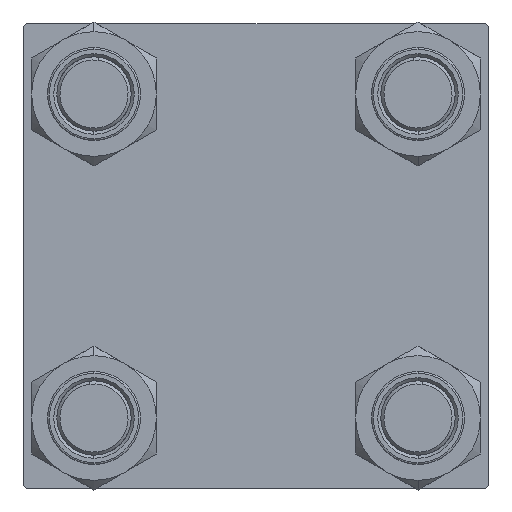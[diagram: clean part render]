
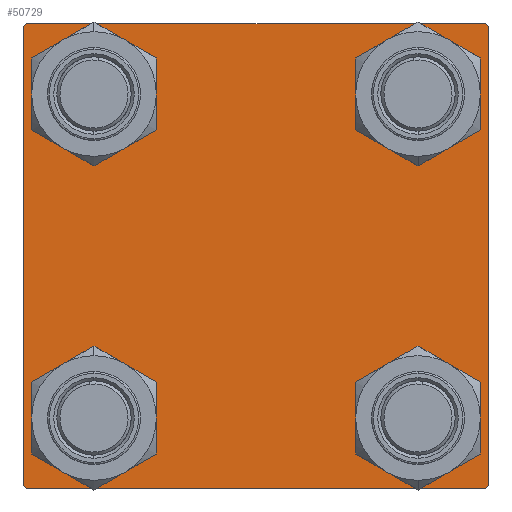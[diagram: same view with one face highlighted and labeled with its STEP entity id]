
A CAD part, left-side view. The second image highlights one B-rep face of the part: STEP entity #50729.
In plain terms, the highlighted planar face has unit normal (-1, 0, 0).
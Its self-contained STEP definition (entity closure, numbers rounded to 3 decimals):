
#118 = ORIENTED_EDGE ( 'NONE', *, *, #35591, .T. ) ;
#225 = AXIS2_PLACEMENT_3D ( 'NONE', #39223, #16398, #44211 ) ;
#506 = CARTESIAN_POINT ( 'NONE',  ( 0., 37., 37.5 ) ) ;
#1079 = VERTEX_POINT ( 'NONE', #20149 ) ;
#1323 = ORIENTED_EDGE ( 'NONE', *, *, #31289, .T. ) ;
#1357 = EDGE_LOOP ( 'NONE', ( #28681, #29154 ) ) ;
#1440 = FACE_BOUND ( 'NONE', #19457, .T. ) ;
#1697 = FACE_OUTER_BOUND ( 'NONE', #17750, .T. ) ;
#2333 = CIRCLE ( 'NONE', #9877, 6.5 ) ;
#3701 = AXIS2_PLACEMENT_3D ( 'NONE', #45477, #9536, #25549 ) ;
#4021 = VERTEX_POINT ( 'NONE', #8683 ) ;
#4228 = LINE ( 'NONE', #36489, #12212 ) ;
#4302 = CARTESIAN_POINT ( 'NONE',  ( 0., 37.5, -37.5 ) ) ;
#4312 = CARTESIAN_POINT ( 'NONE',  ( 0., -37.5, -37. ) ) ;
#4813 = LINE ( 'NONE', #4302, #34476 ) ;
#4999 = DIRECTION ( 'NONE',  ( 0., 0.707, 0.707 ) ) ;
#5571 = EDGE_CURVE ( 'NONE', #14417, #4021, #6314, .T. ) ;
#5587 = ORIENTED_EDGE ( 'NONE', *, *, #37621, .T. ) ;
#5991 = LINE ( 'NONE', #42179, #22351 ) ;
#6229 = DIRECTION ( 'NONE',  ( 1., 0., 0. ) ) ;
#6314 = CIRCLE ( 'NONE', #33149, 6.5 ) ;
#6383 = DIRECTION ( 'NONE',  ( 0., -1., 0. ) ) ;
#6631 = CARTESIAN_POINT ( 'NONE',  ( 0., 26.15, 26.15 ) ) ;
#6855 = AXIS2_PLACEMENT_3D ( 'NONE', #6631, #22644, #43086 ) ;
#7708 = VERTEX_POINT ( 'NONE', #9670 ) ;
#8534 = EDGE_CURVE ( 'NONE', #39214, #7708, #5991, .T. ) ;
#8600 = ORIENTED_EDGE ( 'NONE', *, *, #37210, .T. ) ;
#8651 = CIRCLE ( 'NONE', #31311, 6.5 ) ;
#8683 = CARTESIAN_POINT ( 'NONE',  ( 0., -26.15, 19.65 ) ) ;
#8767 = CIRCLE ( 'NONE', #3701, 6.5 ) ;
#8856 = CARTESIAN_POINT ( 'NONE',  ( 0., -26.15, -26.15 ) ) ;
#9536 = DIRECTION ( 'NONE',  ( 1., 0., 0. ) ) ;
#9670 = CARTESIAN_POINT ( 'NONE',  ( 0., 37.5, -37. ) ) ;
#9688 = DIRECTION ( 'NONE',  ( 1., 0., 0. ) ) ;
#9877 = AXIS2_PLACEMENT_3D ( 'NONE', #17303, #9688, #45627 ) ;
#10581 = CARTESIAN_POINT ( 'NONE',  ( 0., -37.25, -37.25 ) ) ;
#11366 = CARTESIAN_POINT ( 'NONE',  ( 0., 37.5, 37.5 ) ) ;
#12212 = VECTOR ( 'NONE', #4999, 1000. ) ;
#12663 = VECTOR ( 'NONE', #42029, 1000. ) ;
#13263 = FACE_BOUND ( 'NONE', #17972, .T. ) ;
#13415 = CARTESIAN_POINT ( 'NONE',  ( 0., 37.25, -37.25 ) ) ;
#13715 = CARTESIAN_POINT ( 'NONE',  ( 0., -37.5, 37.5 ) ) ;
#14055 = LINE ( 'NONE', #25608, #25475 ) ;
#14263 = LINE ( 'NONE', #10581, #50550 ) ;
#14417 = VERTEX_POINT ( 'NONE', #15652 ) ;
#14785 = CIRCLE ( 'NONE', #20659, 6.5 ) ;
#14920 = EDGE_CURVE ( 'NONE', #22197, #15873, #2333, .T. ) ;
#15298 = ORIENTED_EDGE ( 'NONE', *, *, #27318, .T. ) ;
#15549 = ORIENTED_EDGE ( 'NONE', *, *, #44671, .T. ) ;
#15652 = CARTESIAN_POINT ( 'NONE',  ( 0., -26.15, 32.65 ) ) ;
#15873 = VERTEX_POINT ( 'NONE', #28022 ) ;
#16276 = VERTEX_POINT ( 'NONE', #47649 ) ;
#16398 = DIRECTION ( 'NONE',  ( 1., 0., 0. ) ) ;
#16733 = EDGE_LOOP ( 'NONE', ( #15549, #47564 ) ) ;
#16739 = CARTESIAN_POINT ( 'NONE',  ( 0., -37.5, 37. ) ) ;
#17303 = CARTESIAN_POINT ( 'NONE',  ( 0., -26.15, -26.15 ) ) ;
#17523 = AXIS2_PLACEMENT_3D ( 'NONE', #17718, #40535, #21385 ) ;
#17572 = VERTEX_POINT ( 'NONE', #50759 ) ;
#17718 = CARTESIAN_POINT ( 'NONE',  ( 0., 0., 0. ) ) ;
#17750 = EDGE_LOOP ( 'NONE', ( #21169, #8600, #15298, #1323, #29540, #24727, #27005, #22543 ) ) ;
#17972 = EDGE_LOOP ( 'NONE', ( #39629, #32765 ) ) ;
#18208 = LINE ( 'NONE', #11366, #49120 ) ;
#18545 = CARTESIAN_POINT ( 'NONE',  ( 0., 37.5, 37. ) ) ;
#19029 = CARTESIAN_POINT ( 'NONE',  ( 0., -26.15, 26.15 ) ) ;
#19457 = EDGE_LOOP ( 'NONE', ( #118, #5587 ) ) ;
#20149 = CARTESIAN_POINT ( 'NONE',  ( 0., 37., -37.5 ) ) ;
#20203 = VERTEX_POINT ( 'NONE', #16739 ) ;
#20659 = AXIS2_PLACEMENT_3D ( 'NONE', #35046, #45828, #42133 ) ;
#21100 = CIRCLE ( 'NONE', #6855, 6.5 ) ;
#21169 = ORIENTED_EDGE ( 'NONE', *, *, #8534, .T. ) ;
#21385 = DIRECTION ( 'NONE',  ( 0., 0., 1. ) ) ;
#21649 = FACE_BOUND ( 'NONE', #16733, .T. ) ;
#22197 = VERTEX_POINT ( 'NONE', #44644 ) ;
#22351 = VECTOR ( 'NONE', #49828, 1000. ) ;
#22543 = ORIENTED_EDGE ( 'NONE', *, *, #37902, .T. ) ;
#22644 = DIRECTION ( 'NONE',  ( 1., 0., 0. ) ) ;
#23219 = DIRECTION ( 'NONE',  ( 1., 0., 0. ) ) ;
#24727 = ORIENTED_EDGE ( 'NONE', *, *, #42419, .T. ) ;
#24871 = DIRECTION ( 'NONE',  ( 0., 0., 1. ) ) ;
#25475 = VECTOR ( 'NONE', #34767, 1000. ) ;
#25549 = DIRECTION ( 'NONE',  ( 0., 0., 1. ) ) ;
#25608 = CARTESIAN_POINT ( 'NONE',  ( 0., 37.25, 37.25 ) ) ;
#25644 = CARTESIAN_POINT ( 'NONE',  ( 0., 26.15, -32.65 ) ) ;
#26454 = EDGE_CURVE ( 'NONE', #20203, #31219, #49421, .T. ) ;
#26535 = CARTESIAN_POINT ( 'NONE',  ( 0., 26.15, -19.65 ) ) ;
#27005 = ORIENTED_EDGE ( 'NONE', *, *, #43106, .F. ) ;
#27318 = EDGE_CURVE ( 'NONE', #1079, #38691, #4813, .T. ) ;
#28022 = CARTESIAN_POINT ( 'NONE',  ( 0., -26.15, -19.65 ) ) ;
#28044 = EDGE_CURVE ( 'NONE', #41175, #16276, #21100, .T. ) ;
#28562 = VERTEX_POINT ( 'NONE', #506 ) ;
#28681 = ORIENTED_EDGE ( 'NONE', *, *, #33211, .T. ) ;
#28925 = VECTOR ( 'NONE', #30701, 1000. ) ;
#29007 = FACE_BOUND ( 'NONE', #1357, .T. ) ;
#29154 = ORIENTED_EDGE ( 'NONE', *, *, #14920, .T. ) ;
#29487 = DIRECTION ( 'NONE',  ( 0., -0.707, 0.707 ) ) ;
#29540 = ORIENTED_EDGE ( 'NONE', *, *, #26454, .F. ) ;
#30175 = EDGE_CURVE ( 'NONE', #4021, #14417, #51322, .T. ) ;
#30546 = DIRECTION ( 'NONE',  ( 1., 0., 0. ) ) ;
#30701 = DIRECTION ( 'NONE',  ( 0., -0.707, -0.707 ) ) ;
#31219 = VERTEX_POINT ( 'NONE', #4312 ) ;
#31289 = EDGE_CURVE ( 'NONE', #38691, #31219, #14263, .T. ) ;
#31311 = AXIS2_PLACEMENT_3D ( 'NONE', #8856, #30546, #24871 ) ;
#32445 = VERTEX_POINT ( 'NONE', #26535 ) ;
#32765 = ORIENTED_EDGE ( 'NONE', *, *, #30175, .T. ) ;
#33149 = AXIS2_PLACEMENT_3D ( 'NONE', #19029, #23219, #39206 ) ;
#33211 = EDGE_CURVE ( 'NONE', #15873, #22197, #8651, .T. ) ;
#33353 = LINE ( 'NONE', #13415, #28925 ) ;
#34060 = CARTESIAN_POINT ( 'NONE',  ( 0., 26.15, -26.15 ) ) ;
#34476 = VECTOR ( 'NONE', #44183, 1000. ) ;
#34767 = DIRECTION ( 'NONE',  ( 0., 0.707, -0.707 ) ) ;
#35046 = CARTESIAN_POINT ( 'NONE',  ( 0., 26.15, 26.15 ) ) ;
#35591 = EDGE_CURVE ( 'NONE', #32445, #41850, #8767, .T. ) ;
#35609 = AXIS2_PLACEMENT_3D ( 'NONE', #34060, #6229, #50329 ) ;
#36489 = CARTESIAN_POINT ( 'NONE',  ( 0., -37.25, 37.25 ) ) ;
#37210 = EDGE_CURVE ( 'NONE', #7708, #1079, #33353, .T. ) ;
#37621 = EDGE_CURVE ( 'NONE', #41850, #32445, #51430, .T. ) ;
#37902 = EDGE_CURVE ( 'NONE', #28562, #39214, #14055, .T. ) ;
#38074 = CARTESIAN_POINT ( 'NONE',  ( 0., -37., -37.5 ) ) ;
#38691 = VERTEX_POINT ( 'NONE', #38074 ) ;
#39206 = DIRECTION ( 'NONE',  ( 0., 0., 1. ) ) ;
#39214 = VERTEX_POINT ( 'NONE', #18545 ) ;
#39223 = CARTESIAN_POINT ( 'NONE',  ( 0., -26.15, 26.15 ) ) ;
#39629 = ORIENTED_EDGE ( 'NONE', *, *, #5571, .T. ) ;
#40535 = DIRECTION ( 'NONE',  ( -1., 0., 0. ) ) ;
#40798 = PLANE ( 'NONE',  #17523 ) ;
#41175 = VERTEX_POINT ( 'NONE', #49656 ) ;
#41850 = VERTEX_POINT ( 'NONE', #25644 ) ;
#42029 = DIRECTION ( 'NONE',  ( 0., 0., -1. ) ) ;
#42133 = DIRECTION ( 'NONE',  ( 0., 0., 1. ) ) ;
#42179 = CARTESIAN_POINT ( 'NONE',  ( 0., 37.5, 37.5 ) ) ;
#42419 = EDGE_CURVE ( 'NONE', #20203, #17572, #4228, .T. ) ;
#43086 = DIRECTION ( 'NONE',  ( 0., 0., 1. ) ) ;
#43106 = EDGE_CURVE ( 'NONE', #28562, #17572, #18208, .T. ) ;
#44183 = DIRECTION ( 'NONE',  ( 0., -1., 0. ) ) ;
#44211 = DIRECTION ( 'NONE',  ( 0., 0., 1. ) ) ;
#44644 = CARTESIAN_POINT ( 'NONE',  ( 0., -26.15, -32.65 ) ) ;
#44671 = EDGE_CURVE ( 'NONE', #16276, #41175, #14785, .T. ) ;
#45477 = CARTESIAN_POINT ( 'NONE',  ( 0., 26.15, -26.15 ) ) ;
#45627 = DIRECTION ( 'NONE',  ( 0., 0., 1. ) ) ;
#45828 = DIRECTION ( 'NONE',  ( 1., 0., 0. ) ) ;
#47564 = ORIENTED_EDGE ( 'NONE', *, *, #28044, .T. ) ;
#47649 = CARTESIAN_POINT ( 'NONE',  ( 0., 26.15, 32.65 ) ) ;
#49120 = VECTOR ( 'NONE', #6383, 1000. ) ;
#49421 = LINE ( 'NONE', #13715, #12663 ) ;
#49656 = CARTESIAN_POINT ( 'NONE',  ( 0., 26.15, 19.65 ) ) ;
#49828 = DIRECTION ( 'NONE',  ( 0., 0., -1. ) ) ;
#50329 = DIRECTION ( 'NONE',  ( 0., 0., 1. ) ) ;
#50550 = VECTOR ( 'NONE', #29487, 1000. ) ;
#50729 = ADVANCED_FACE ( 'NONE', ( #13263, #29007, #1440, #21649, #1697 ), #40798, .T. ) ;
#50759 = CARTESIAN_POINT ( 'NONE',  ( 0., -37., 37.5 ) ) ;
#51322 = CIRCLE ( 'NONE', #225, 6.5 ) ;
#51430 = CIRCLE ( 'NONE', #35609, 6.5 ) ;
